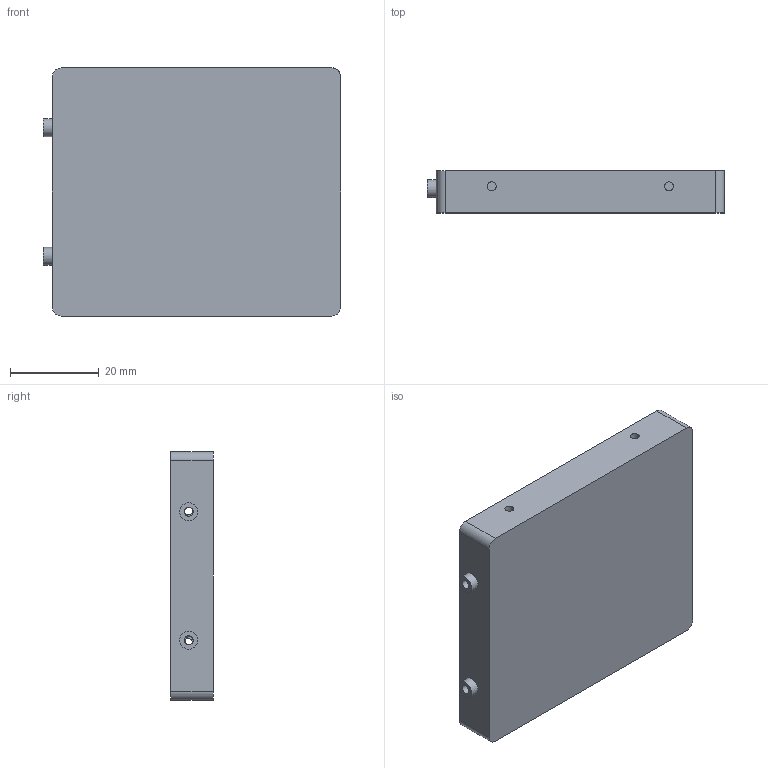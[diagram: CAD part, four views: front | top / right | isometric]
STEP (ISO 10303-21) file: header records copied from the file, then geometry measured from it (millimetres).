
FILE_DESCRIPTION(/* description */ (''),/* implementation_level */ '2;1');
FILE_NAME(/* name */ 'Power.stp',/* time_stamp */ '2023-08-27T14:32:39-07:00',/* author */ ('devan'),/* organization */ (''),/* preprocessor_version */ 'ST-DEVELOPER v20',/* originating_system */ 'Autodesk Inventor 2024',/* authorisation */ '');
FILE_SCHEMA (('AUTOMOTIVE_DESIGN { 1 0 10303 214 3 1 1 }'));
Length unit declared in the file: millimetre
Products named in the file (1): Power
Bounding box: 67 x 9.5 x 56 mm (x, y, z)
Volume: 8659.2 mm3; surface area: 11786.1 mm2
Topology: 1 solids, 1 shells, 48 faces, 122 edges, 80 vertices
Faces by surface type: plane 30, cylinder 18
Full cylindrical faces by diameter (mm): 2 x9, 4 x3
Entity records: 1530 total; most frequent: DIRECTION 265, CARTESIAN_POINT 251, ORIENTED_EDGE 244, EDGE_CURVE 122, AXIS2_PLACEMENT_3D 94, VERTEX_POINT 80, LINE 77, VECTOR 77
